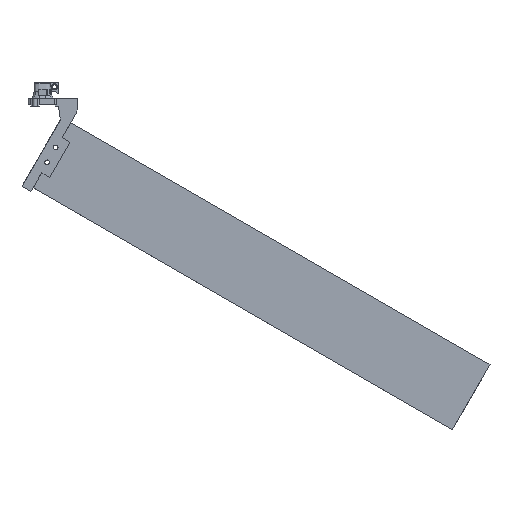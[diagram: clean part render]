
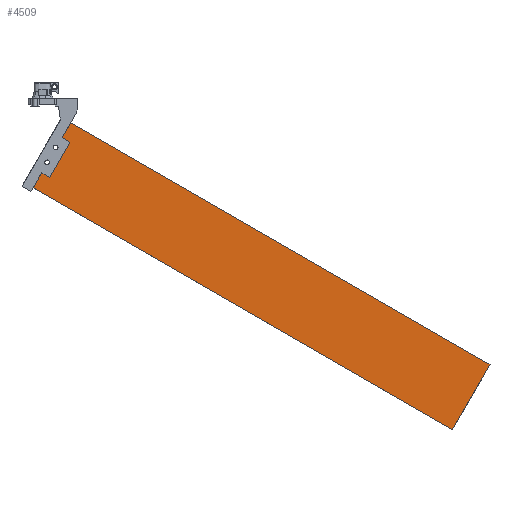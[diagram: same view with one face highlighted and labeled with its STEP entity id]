
A CAD part, top view. The second image highlights one B-rep face of the part: STEP entity #4509.
In plain terms, the highlighted planar face has unit normal (0, 0, 1).
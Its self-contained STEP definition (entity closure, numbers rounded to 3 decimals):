
#327=FACE_BOUND('',#947,.T.);
#328=FACE_BOUND('',#948,.T.);
#460=PLANE('',#4750);
#692=FACE_OUTER_BOUND('',#946,.T.);
#946=EDGE_LOOP('',(#4188,#4189,#4190,#4191));
#947=EDGE_LOOP('',(#4192));
#948=EDGE_LOOP('',(#4193));
#1323=LINE('',#10425,#1720);
#1326=LINE('',#10433,#1723);
#1333=LINE('',#10445,#1730);
#1334=LINE('',#10447,#1731);
#1720=VECTOR('',#5538,10.);
#1723=VECTOR('',#5543,10.);
#1730=VECTOR('',#5552,10.);
#1731=VECTOR('',#5555,10.);
#1809=CIRCLE('',#4742,1.075);
#1811=CIRCLE('',#4745,1.075);
#2219=VERTEX_POINT('',#10398);
#2221=VERTEX_POINT('',#10404);
#2224=VERTEX_POINT('',#10411);
#2230=VERTEX_POINT('',#10423);
#2233=VERTEX_POINT('',#10430);
#2234=VERTEX_POINT('',#10432);
#2872=EDGE_CURVE('',#2219,#2219,#1809,.T.);
#2875=EDGE_CURVE('',#2221,#2221,#1811,.T.);
#2885=EDGE_CURVE('',#2224,#2230,#1323,.T.);
#2888=EDGE_CURVE('',#2233,#2234,#1326,.T.);
#2895=EDGE_CURVE('',#2233,#2224,#1333,.T.);
#2896=EDGE_CURVE('',#2234,#2230,#1334,.T.);
#4188=ORIENTED_EDGE('',*,*,#2895,.T.);
#4189=ORIENTED_EDGE('',*,*,#2885,.T.);
#4190=ORIENTED_EDGE('',*,*,#2896,.F.);
#4191=ORIENTED_EDGE('',*,*,#2888,.F.);
#4192=ORIENTED_EDGE('',*,*,#2872,.T.);
#4193=ORIENTED_EDGE('',*,*,#2875,.T.);
#4509=ADVANCED_FACE('',(#692,#327,#328),#460,.T.);
#4742=AXIS2_PLACEMENT_3D('',#10399,#5517,#5518);
#4745=AXIS2_PLACEMENT_3D('',#10405,#5524,#5525);
#4750=AXIS2_PLACEMENT_3D('',#10446,#5553,#5554);
#5517=DIRECTION('center_axis',(0.,0.,
-1.));
#5518=DIRECTION('ref_axis',(-1.,0.,0.));
#5524=DIRECTION('center_axis',(0.,0.,
-1.));
#5525=DIRECTION('ref_axis',(-1.,0.,0.));
#5538=DIRECTION('',(0.5,0.866,0.));
#5543=DIRECTION('',(0.5,0.866,0.));
#5552=DIRECTION('',(0.866,-0.5,0.));
#5553=DIRECTION('center_axis',(0.,0.,
1.));
#5554=DIRECTION('ref_axis',(-0.5,-0.866,0.));
#5555=DIRECTION('',(0.866,-0.5,0.));
#10398=CARTESIAN_POINT('',(-5.072,29.804,3.5));
#10399=CARTESIAN_POINT('Origin',(-6.147,29.804,3.5));
#10404=CARTESIAN_POINT('',(-1.072,36.732,3.5));
#10405=CARTESIAN_POINT('Origin',(-2.147,36.732,3.5));
#10411=CARTESIAN_POINT('',(-9.,15.862,3.5));
#10423=CARTESIAN_POINT('',(8.5,46.173,3.5));
#10425=CARTESIAN_POINT('',(4.125,38.595,3.5));
#10430=CARTESIAN_POINT('',(-207.839,130.662,3.5));
#10432=CARTESIAN_POINT('',(-190.339,160.973,3.5));
#10433=CARTESIAN_POINT('',(-207.839,130.662,3.5));
#10445=CARTESIAN_POINT('',(-61.828,46.362,3.5));
#10446=CARTESIAN_POINT('Origin',(-44.328,76.673,3.5));
#10447=CARTESIAN_POINT('',(-44.328,76.673,3.5));
